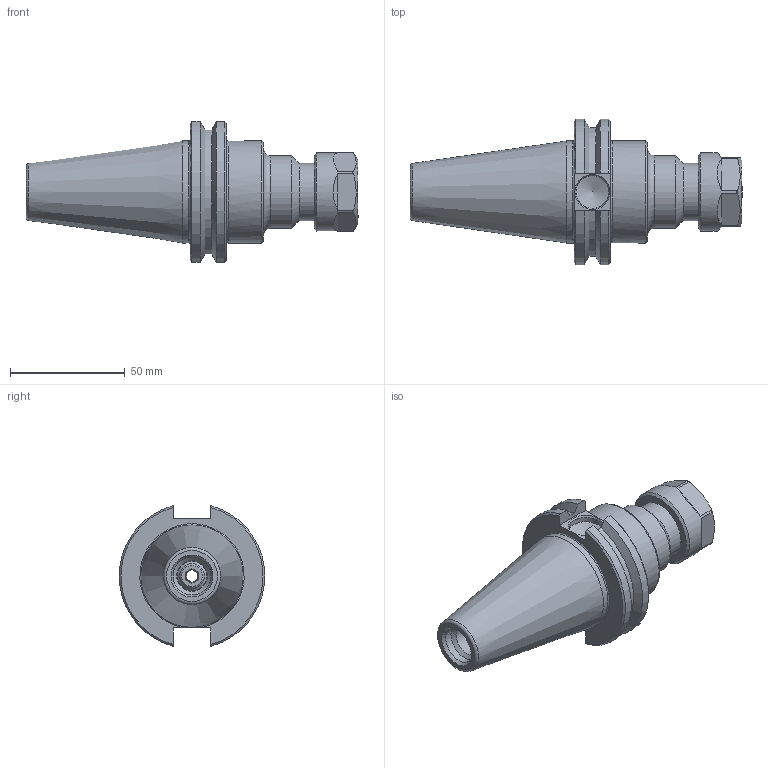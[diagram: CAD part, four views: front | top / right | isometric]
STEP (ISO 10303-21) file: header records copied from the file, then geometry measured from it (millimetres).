
FILE_DESCRIPTION((''),'2;1');
FILE_NAME('C40-20ER3.stp','2014-07-24T16:22:13',('kaykin'),(''),'Autodesk Inventor 2012','Autodesk Inventor 2012','');
FILE_SCHEMA(('AUTOMOTIVE_DESIGN { 1 0 10303 214 1 1 1 1 }'));
Length unit declared in the file: inch
Products named in the file (4): C40-20ER3; C40-20ER3-1; 20ERHN; BS-09
Assembly tree (3 placements, depth 2):
  C40-20ER3
    C40-20ER3-1
    20ERHN
    BS-09
Bounding box: 144.59 x 63.26 x 61.38 mm (x, y, z)
Volume: 146044.4 mm3; surface area: 31897.1 mm2
Topology: 3 solids, 3 shells, 110 faces, 263 edges, 164 vertices
Faces by surface type: plane 44, cone 29, cylinder 26, torus 11
Full cylindrical faces by diameter (mm): 7.137 x1, 10.719 x2, 12.751 x1, 13.386 x1, 14.097 x1, 14.3 x1, 14.478 x1, 15.76 x1, 16.459 x1, 20.83 x1, 21.85 x1, 23.5 x1, 25 x1, 26 x1, 31.75 x1, 34 x1, 44.45 x2
Entity records: 3090 total; most frequent: CARTESIAN_POINT 662, DIRECTION 492, ORIENTED_EDGE 416, AXIS2_PLACEMENT_3D 209, EDGE_CURVE 208, EDGE_LOOP 166, VERTEX_POINT 154, FACE_OUTER_BOUND 110
